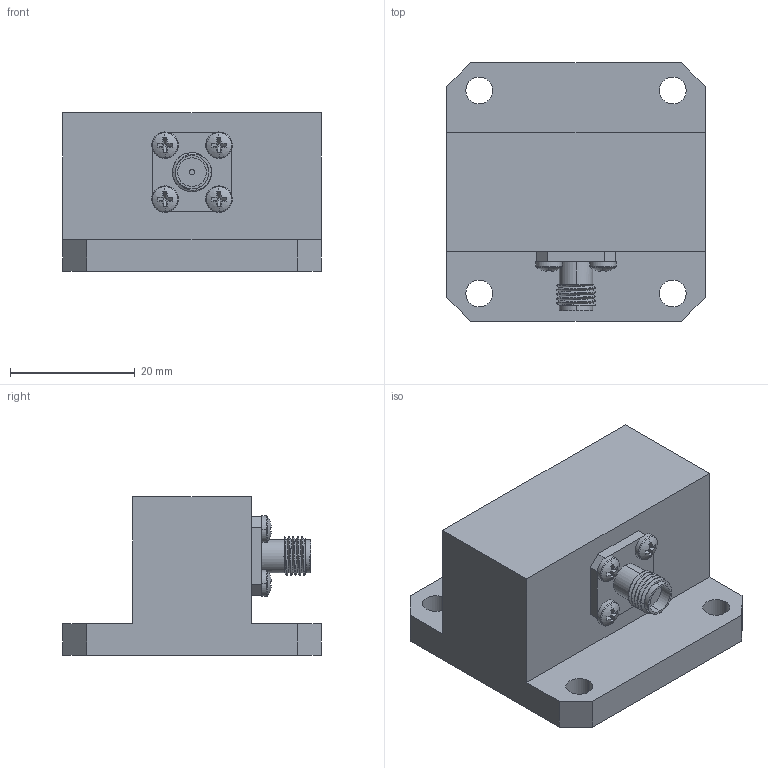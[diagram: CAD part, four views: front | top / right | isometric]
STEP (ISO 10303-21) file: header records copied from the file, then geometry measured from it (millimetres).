
FILE_DESCRIPTION (( 'STEP AP214' ), '1' );
FILE_NAME ('90CA1256.STEP', '2023-02-21T22:47:48', ( '' ), ( '' ), 'SwSTEP 2.0', 'SolidWorks 2022', '' );
FILE_SCHEMA (( 'AUTOMOTIVE_DESIGN' ));
Length unit declared in the file: inch
Products named in the file (5): 500262_TRIMMED FOR 159WGA1201; 90CA1256; 090006-X_090006-1; 500403_500403-48; pan cross head_ai_CR-PHMS 0.086-56x0.188x0.188-S
Assembly tree (7 placements, depth 2):
  90CA1256
    090006-X_090006-1
    500262_TRIMMED FOR 159WGA1201
    500403_500403-48
    pan cross head_ai_CR-PHMS 0.086-56x0.188x0.188-S  x4
Bounding box: 41.4 x 41.4 x 25.4 mm (x, y, z)
Volume: 19514.2 mm3; surface area: 9430 mm2
Topology: 7 solids, 7 shells, 462 faces, 1190 edges, 752 vertices
Faces by surface type: cone 168, cylinder 150, plane 103, bspline 25, torus 8, sphere 8
Entity records: 8443 total; most frequent: CARTESIAN_POINT 2849, ORIENTED_EDGE 1084, DIRECTION 1074, EDGE_CURVE 542, AXIS2_PLACEMENT_3D 415, VERTEX_POINT 350, VECTOR 244, LINE 244
